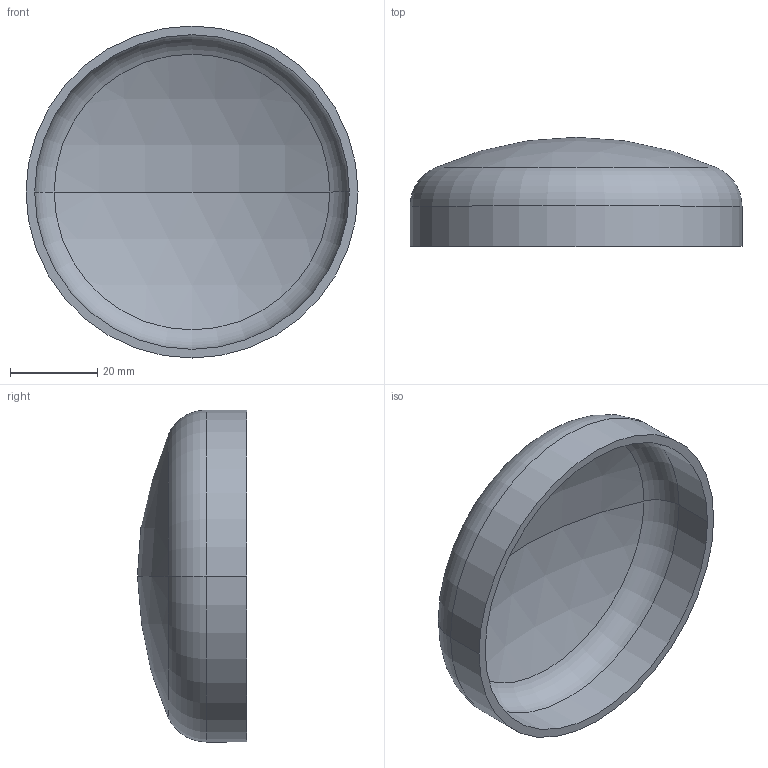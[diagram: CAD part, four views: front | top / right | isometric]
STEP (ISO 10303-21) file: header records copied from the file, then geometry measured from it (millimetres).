
FILE_DESCRIPTION (( 'STEP AP203' ), '1' );
FILE_NAME ('60281-240-76.step', '2022-02-01T15:56:38', ( '' ), ( '' ), 'SwSTEP 2.0', 'SolidWorks 2018', '' );
FILE_SCHEMA (( 'CONFIG_CONTROL_DESIGN' ));
Length unit declared in the file: millimetre
Products named in the file (2): 60281-240-76
Bounding box: 76.1 x 25 x 76.1 mm (x, y, z)
Volume: 15397.8 mm3; surface area: 15880.9 mm2
Topology: 1 solids, 1 shells, 311 faces, 828 edges, 550 vertices
Faces by surface type: bspline 133, plane 128, cylinder 42, torus 4, sphere 4
Entity records: 14796 total; most frequent: CARTESIAN_POINT 7777, ORIENTED_EDGE 1656, DIRECTION 1026, EDGE_CURVE 828, VERTEX_POINT 550, VECTOR 382, LINE 382, EDGE_LOOP 342
